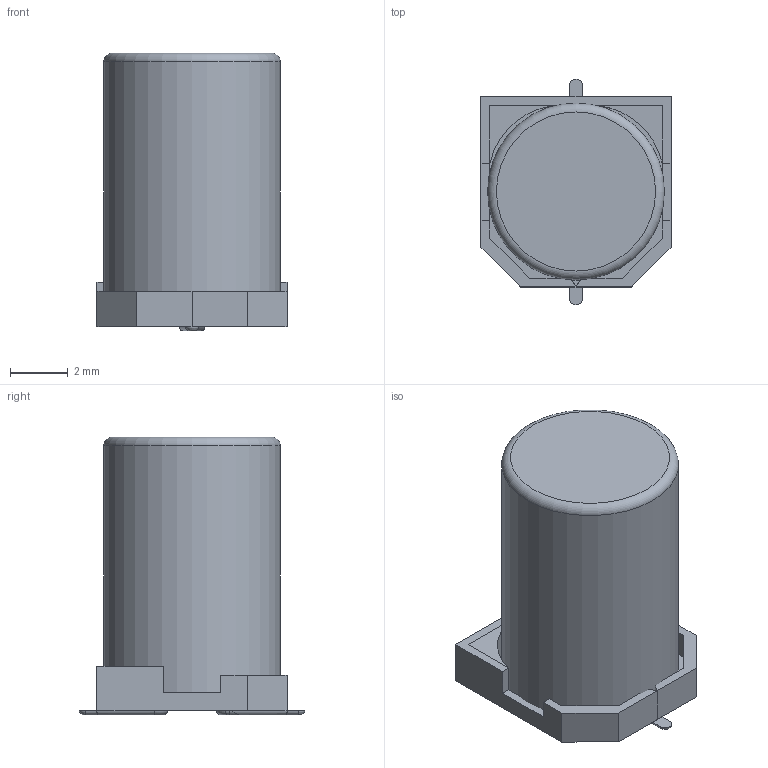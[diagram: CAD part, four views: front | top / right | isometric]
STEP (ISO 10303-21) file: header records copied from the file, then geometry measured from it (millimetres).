
FILE_DESCRIPTION(/* description */ (''),/* implementation_level */ '2;1');
FILE_NAME(/* name */ 'CAP ELEC SMD 6.6x6.6 7.step',/* time_stamp */ '2019-04-17T22:56:37+03:00',/* author */ (''),/* organization */ (''),/* preprocessor_version */ 'ST-DEVELOPER v17.2',/* originating_system */ 'Autodesk Translation Framework v7.6.0.251',/* authorisation */ '');
FILE_SCHEMA (('AUTOMOTIVE_DESIGN { 1 0 10303 214 3 1 1 }'));
Length unit declared in the file: millimetre
Products named in the file (2): (Unsaved); CAP ELEC SMD 6.6x6.6 7
Assembly tree (1 placements, depth 2):
  (Unsaved)
    CAP ELEC SMD 6.6x6.6 7
Bounding box: 6.6 x 7.83 x 9.65 mm (x, y, z)
Volume: 298 mm3; surface area: 398.9 mm2
Topology: 7 solids, 7 shells, 74 faces, 186 edges, 123 vertices
Faces by surface type: plane 52, cylinder 15, torus 5, bspline 2
Full cylindrical faces by diameter (mm): 6.138 x1
Entity records: 2427 total; most frequent: CARTESIAN_POINT 550, ORIENTED_EDGE 372, DIRECTION 366, EDGE_CURVE 186, LINE 140, VECTOR 140, VERTEX_POINT 123, AXIS2_PLACEMENT_3D 113
